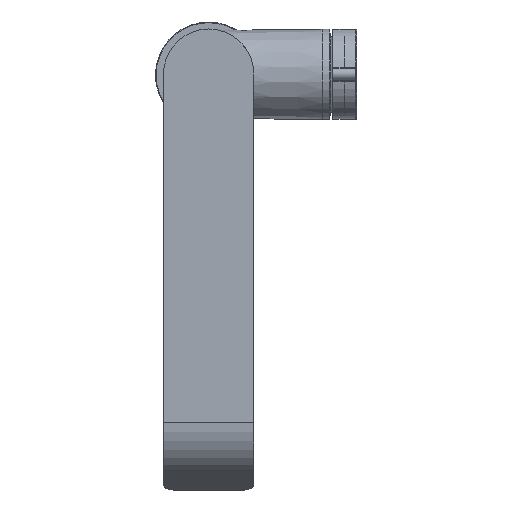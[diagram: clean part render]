
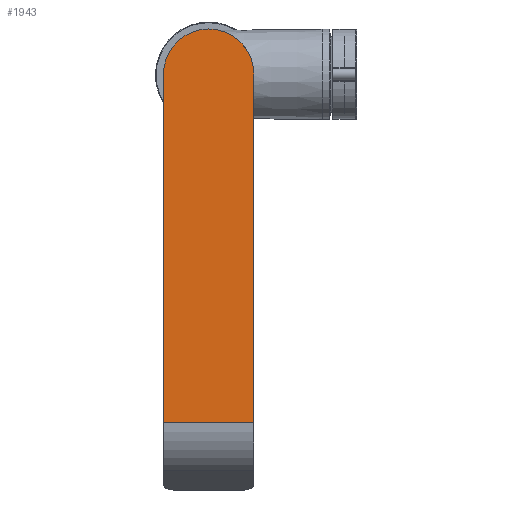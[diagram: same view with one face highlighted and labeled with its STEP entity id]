
A CAD part, top view. The second image highlights one B-rep face of the part: STEP entity #1943.
In plain terms, the highlighted face is planar.
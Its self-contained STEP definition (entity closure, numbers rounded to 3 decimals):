
#174=LINE('',#4583,#310);
#175=LINE('',#4585,#311);
#176=LINE('',#4586,#312);
#310=VECTOR('',#2546,146.585);
#311=VECTOR('',#2547,38.);
#312=VECTOR('',#2548,146.585);
#496=FACE_OUTER_BOUND('',#629,.T.);
#629=EDGE_LOOP('',(#1397,#1398,#1399,#1400));
#764=CIRCLE('',#2194,19.);
#887=VERTEX_POINT('',#4576);
#888=VERTEX_POINT('',#4577);
#889=VERTEX_POINT('',#4582);
#890=VERTEX_POINT('',#4584);
#1075=EDGE_CURVE('',#887,#888,#764,.T.);
#1078=EDGE_CURVE('',#888,#889,#174,.T.);
#1079=EDGE_CURVE('',#890,#889,#175,.T.);
#1080=EDGE_CURVE('',#887,#890,#176,.T.);
#1397=ORIENTED_EDGE('',*,*,#1075,.T.);
#1398=ORIENTED_EDGE('',*,*,#1078,.T.);
#1399=ORIENTED_EDGE('',*,*,#1079,.F.);
#1400=ORIENTED_EDGE('',*,*,#1080,.F.);
#1874=PLANE('',#2195);
#1943=ADVANCED_FACE('',(#496),#1874,.T.);
#2194=AXIS2_PLACEMENT_3D('',#4578,#2540,#2541);
#2195=AXIS2_PLACEMENT_3D('',#4581,#2544,#2545);
#2540=DIRECTION('center_axis',(0.,1.,0.));
#2541=DIRECTION('ref_axis',(0.,0.,-1.));
#2544=DIRECTION('center_axis',(0.,1.,0.));
#2545=DIRECTION('ref_axis',(0.,0.,1.));
#2546=DIRECTION('',(1.,0.,0.));
#2547=DIRECTION('',(0.,0.,1.));
#2548=DIRECTION('',(1.,0.,0.));
#4576=CARTESIAN_POINT('',(19.,5.,-19.));
#4577=CARTESIAN_POINT('',(19.,5.,19.));
#4578=CARTESIAN_POINT('Origin',(19.,5.,0.));
#4581=CARTESIAN_POINT('Origin',(0.,5.,-19.));
#4582=CARTESIAN_POINT('',(165.585,5.,19.));
#4583=CARTESIAN_POINT('',(19.,5.,19.));
#4584=CARTESIAN_POINT('',(165.585,5.,-19.));
#4585=CARTESIAN_POINT('',(165.585,5.,-19.));
#4586=CARTESIAN_POINT('',(19.,5.,-19.));
